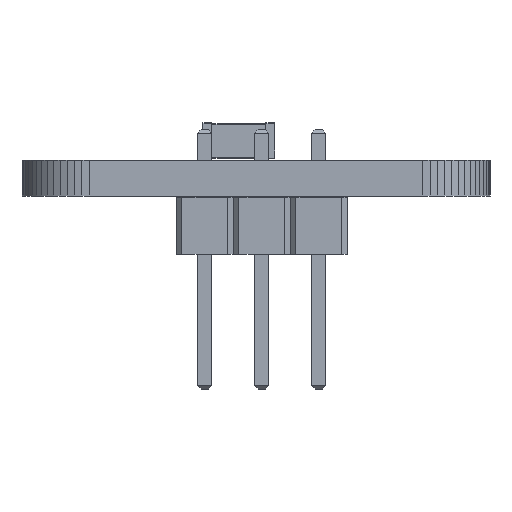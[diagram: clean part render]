
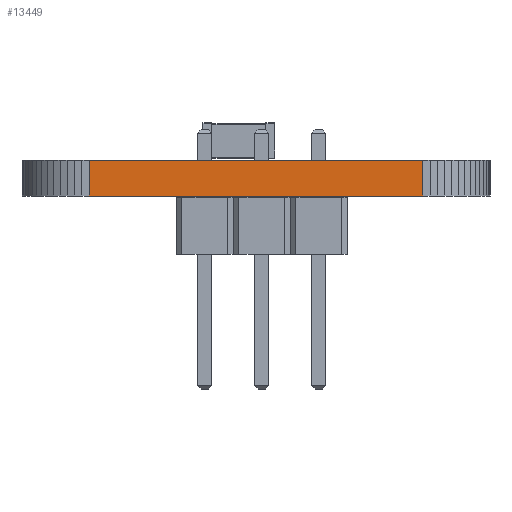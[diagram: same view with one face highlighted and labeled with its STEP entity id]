
A CAD part, left-side view. The second image highlights one B-rep face of the part: STEP entity #13449.
In plain terms, the highlighted planar face has unit normal (-1, 0, 0).
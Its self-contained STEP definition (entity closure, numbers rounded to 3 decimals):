
#8867 = PLANE('',#8868);
#8868 = AXIS2_PLACEMENT_3D('',#8869,#8870,#8871);
#8869 = CARTESIAN_POINT('',(0.,0.,1.6));
#8870 = DIRECTION('',(-0.,-0.,-1.));
#8871 = DIRECTION('',(-1.,0.,0.));
#8921 = PLANE('',#8922);
#8922 = AXIS2_PLACEMENT_3D('',#8923,#8924,#8925);
#8923 = CARTESIAN_POINT('',(0.,0.,0.));
#8924 = DIRECTION('',(-0.,-0.,-1.));
#8925 = DIRECTION('',(-1.,0.,0.));
#10206 = VERTEX_POINT('',#10207);
#10207 = CARTESIAN_POINT('',(-20.701,-7.414,0.));
#10221 = PLANE('',#10222);
#10222 = AXIS2_PLACEMENT_3D('',#10223,#10224,#10225);
#10223 = CARTESIAN_POINT('',(-20.682,-7.75,0.));
#10224 = DIRECTION('',(-0.998,-0.056,0.));
#10225 = DIRECTION('',(-0.056,0.998,0.));
#10233 = EDGE_CURVE('',#10206,#10234,#10236,.T.);
#10234 = VERTEX_POINT('',#10235);
#10235 = CARTESIAN_POINT('',(-20.701,7.414,0.));
#10236 = SURFACE_CURVE('',#10237,(#10241,#10248),.PCURVE_S1.);
#10237 = LINE('',#10238,#10239);
#10238 = CARTESIAN_POINT('',(-20.701,-7.414,0.));
#10239 = VECTOR('',#10240,1.);
#10240 = DIRECTION('',(0.,1.,0.));
#10241 = PCURVE('',#8921,#10242);
#10242 = DEFINITIONAL_REPRESENTATION('',(#10243),#10247);
#10243 = LINE('',#10244,#10245);
#10244 = CARTESIAN_POINT('',(20.701,-7.414));
#10245 = VECTOR('',#10246,1.);
#10246 = DIRECTION('',(0.,1.));
#10247 = ( GEOMETRIC_REPRESENTATION_CONTEXT(2) 
PARAMETRIC_REPRESENTATION_CONTEXT() REPRESENTATION_CONTEXT('2D SPACE',''
  ) );
#10248 = PCURVE('',#10249,#10254);
#10249 = PLANE('',#10250);
#10250 = AXIS2_PLACEMENT_3D('',#10251,#10252,#10253);
#10251 = CARTESIAN_POINT('',(-20.701,-7.414,0.));
#10252 = DIRECTION('',(-1.,0.,0.));
#10253 = DIRECTION('',(0.,1.,0.));
#10254 = DEFINITIONAL_REPRESENTATION('',(#10255),#10259);
#10255 = LINE('',#10256,#10257);
#10256 = CARTESIAN_POINT('',(0.,0.));
#10257 = VECTOR('',#10258,1.);
#10258 = DIRECTION('',(1.,0.));
#10259 = ( GEOMETRIC_REPRESENTATION_CONTEXT(2) 
PARAMETRIC_REPRESENTATION_CONTEXT() REPRESENTATION_CONTEXT('2D SPACE',''
  ) );
#10277 = PLANE('',#10278);
#10278 = AXIS2_PLACEMENT_3D('',#10279,#10280,#10281);
#10279 = CARTESIAN_POINT('',(-20.701,7.414,0.));
#10280 = DIRECTION('',(-0.998,0.056,0.));
#10281 = DIRECTION('',(0.056,0.998,0.));
#11951 = VERTEX_POINT('',#11952);
#11952 = CARTESIAN_POINT('',(-20.701,-7.414,1.6));
#11973 = EDGE_CURVE('',#11951,#11974,#11976,.T.);
#11974 = VERTEX_POINT('',#11975);
#11975 = CARTESIAN_POINT('',(-20.701,7.414,1.6));
#11976 = SURFACE_CURVE('',#11977,(#11981,#11988),.PCURVE_S1.);
#11977 = LINE('',#11978,#11979);
#11978 = CARTESIAN_POINT('',(-20.701,-7.414,1.6));
#11979 = VECTOR('',#11980,1.);
#11980 = DIRECTION('',(0.,1.,0.));
#11981 = PCURVE('',#8867,#11982);
#11982 = DEFINITIONAL_REPRESENTATION('',(#11983),#11987);
#11983 = LINE('',#11984,#11985);
#11984 = CARTESIAN_POINT('',(20.701,-7.414));
#11985 = VECTOR('',#11986,1.);
#11986 = DIRECTION('',(0.,1.));
#11987 = ( GEOMETRIC_REPRESENTATION_CONTEXT(2) 
PARAMETRIC_REPRESENTATION_CONTEXT() REPRESENTATION_CONTEXT('2D SPACE',''
  ) );
#11988 = PCURVE('',#10249,#11989);
#11989 = DEFINITIONAL_REPRESENTATION('',(#11990),#11994);
#11990 = LINE('',#11991,#11992);
#11991 = CARTESIAN_POINT('',(0.,-1.6));
#11992 = VECTOR('',#11993,1.);
#11993 = DIRECTION('',(1.,0.));
#11994 = ( GEOMETRIC_REPRESENTATION_CONTEXT(2) 
PARAMETRIC_REPRESENTATION_CONTEXT() REPRESENTATION_CONTEXT('2D SPACE',''
  ) );
#13399 = EDGE_CURVE('',#10234,#11974,#13400,.T.);
#13400 = SURFACE_CURVE('',#13401,(#13405,#13412),.PCURVE_S1.);
#13401 = LINE('',#13402,#13403);
#13402 = CARTESIAN_POINT('',(-20.701,7.414,0.));
#13403 = VECTOR('',#13404,1.);
#13404 = DIRECTION('',(0.,0.,1.));
#13405 = PCURVE('',#10277,#13406);
#13406 = DEFINITIONAL_REPRESENTATION('',(#13407),#13411);
#13407 = LINE('',#13408,#13409);
#13408 = CARTESIAN_POINT('',(0.,0.));
#13409 = VECTOR('',#13410,1.);
#13410 = DIRECTION('',(0.,-1.));
#13411 = ( GEOMETRIC_REPRESENTATION_CONTEXT(2) 
PARAMETRIC_REPRESENTATION_CONTEXT() REPRESENTATION_CONTEXT('2D SPACE',''
  ) );
#13412 = PCURVE('',#10249,#13413);
#13413 = DEFINITIONAL_REPRESENTATION('',(#13414),#13418);
#13414 = LINE('',#13415,#13416);
#13415 = CARTESIAN_POINT('',(14.828,0.));
#13416 = VECTOR('',#13417,1.);
#13417 = DIRECTION('',(0.,-1.));
#13418 = ( GEOMETRIC_REPRESENTATION_CONTEXT(2) 
PARAMETRIC_REPRESENTATION_CONTEXT() REPRESENTATION_CONTEXT('2D SPACE',''
  ) );
#13449 = ADVANCED_FACE('',(#13450),#10249,.T.);
#13450 = FACE_BOUND('',#13451,.T.);
#13451 = EDGE_LOOP('',(#13452,#13473,#13474,#13475));
#13452 = ORIENTED_EDGE('',*,*,#13453,.T.);
#13453 = EDGE_CURVE('',#10206,#11951,#13454,.T.);
#13454 = SURFACE_CURVE('',#13455,(#13459,#13466),.PCURVE_S1.);
#13455 = LINE('',#13456,#13457);
#13456 = CARTESIAN_POINT('',(-20.701,-7.414,0.));
#13457 = VECTOR('',#13458,1.);
#13458 = DIRECTION('',(0.,0.,1.));
#13459 = PCURVE('',#10249,#13460);
#13460 = DEFINITIONAL_REPRESENTATION('',(#13461),#13465);
#13461 = LINE('',#13462,#13463);
#13462 = CARTESIAN_POINT('',(0.,0.));
#13463 = VECTOR('',#13464,1.);
#13464 = DIRECTION('',(0.,-1.));
#13465 = ( GEOMETRIC_REPRESENTATION_CONTEXT(2) 
PARAMETRIC_REPRESENTATION_CONTEXT() REPRESENTATION_CONTEXT('2D SPACE',''
  ) );
#13466 = PCURVE('',#10221,#13467);
#13467 = DEFINITIONAL_REPRESENTATION('',(#13468),#13472);
#13468 = LINE('',#13469,#13470);
#13469 = CARTESIAN_POINT('',(0.336,0.));
#13470 = VECTOR('',#13471,1.);
#13471 = DIRECTION('',(0.,-1.));
#13472 = ( GEOMETRIC_REPRESENTATION_CONTEXT(2) 
PARAMETRIC_REPRESENTATION_CONTEXT() REPRESENTATION_CONTEXT('2D SPACE',''
  ) );
#13473 = ORIENTED_EDGE('',*,*,#11973,.T.);
#13474 = ORIENTED_EDGE('',*,*,#13399,.F.);
#13475 = ORIENTED_EDGE('',*,*,#10233,.F.);
